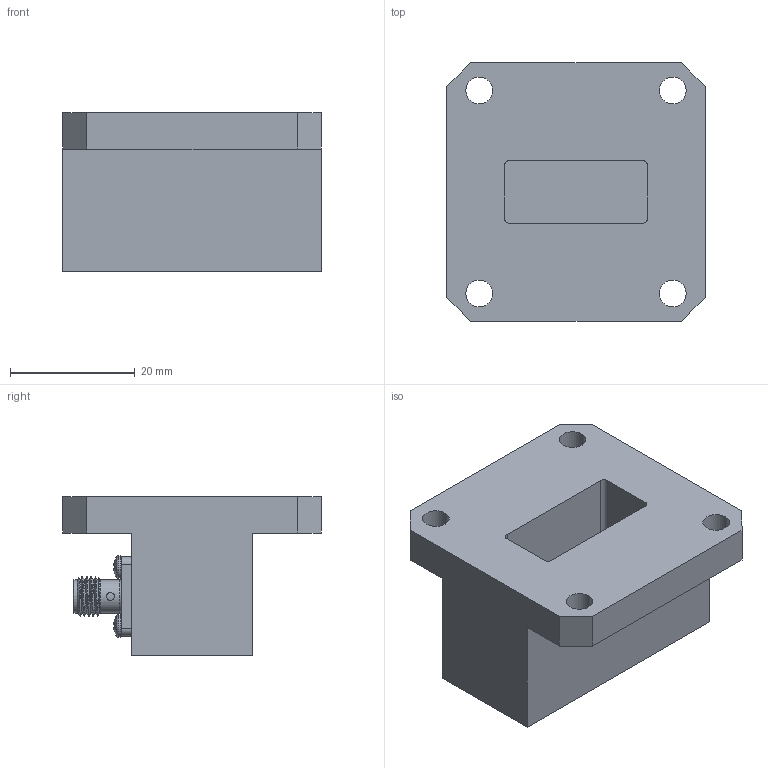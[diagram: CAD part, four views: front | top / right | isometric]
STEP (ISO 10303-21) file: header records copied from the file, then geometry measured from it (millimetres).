
FILE_DESCRIPTION (( 'STEP AP203' ), '1' );
FILE_NAME ('PE9804.step', '2019-04-25T23:33:43', ( '' ), ( '' ), 'SwSTEP 2.0', 'SolidWorks 2018', '' );
FILE_SCHEMA (( 'CONFIG_CONTROL_DESIGN' ));
Length unit declared in the file: inch
Products named in the file (1): PE9804
Bounding box: 41.4 x 41.4 x 25.45 mm (x, y, z)
Volume: 20250.5 mm3; surface area: 8946 mm2
Topology: 6 solids, 6 shells, 443 faces, 1440 edges, 1071 vertices
Faces by surface type: cylinder 191, plane 161, cone 50, bspline 39, torus 2
Entity records: 22018 total; most frequent: CARTESIAN_POINT 10320, ORIENTED_EDGE 2880, DIRECTION 1887, EDGE_CURVE 1440, VERTEX_POINT 1071, AXIS2_PLACEMENT_3D 641, LINE 605, VECTOR 605
